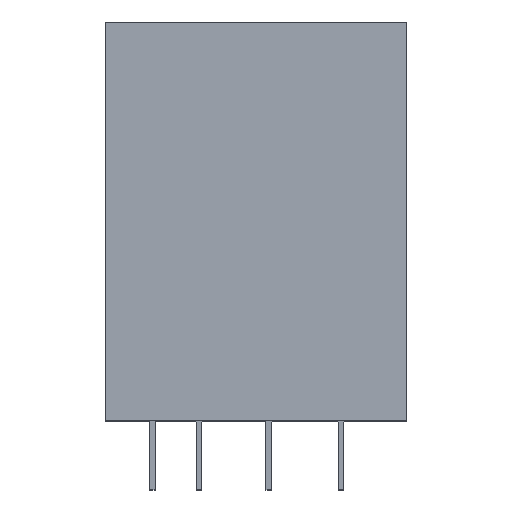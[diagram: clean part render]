
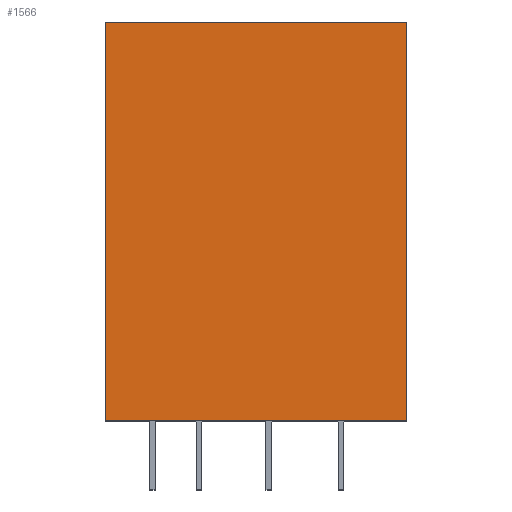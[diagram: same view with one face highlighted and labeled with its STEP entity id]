
A CAD part, top view. The second image highlights one B-rep face of the part: STEP entity #1566.
In plain terms, the highlighted planar face has unit normal (0, 0, 1).
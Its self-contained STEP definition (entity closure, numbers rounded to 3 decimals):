
#87 = DIRECTION ( 'NONE',  ( 0., 1., 0. ) ) ;
#120 = EDGE_CURVE ( 'NONE', #1150, #574, #875, .T. ) ;
#203 = EDGE_CURVE ( 'NONE', #525, #659, #562, .T. ) ;
#222 = CARTESIAN_POINT ( 'NONE',  ( -11.095, -20.521, 21. ) ) ;
#348 = CARTESIAN_POINT ( 'NONE',  ( -11.095, -20.521, 21. ) ) ;
#390 = VECTOR ( 'NONE', #87, 1000. ) ;
#525 = VERTEX_POINT ( 'NONE', #2115 ) ;
#562 = LINE ( 'NONE', #2172, #390 ) ;
#574 = VERTEX_POINT ( 'NONE', #348 ) ;
#617 = DIRECTION ( 'NONE',  ( 1., 0., 0. ) ) ;
#659 = VERTEX_POINT ( 'NONE', #1846 ) ;
#703 = CARTESIAN_POINT ( 'NONE',  ( -11.095, 15.479, 21. ) ) ;
#763 = VECTOR ( 'NONE', #1052, 1000. ) ;
#875 = LINE ( 'NONE', #1416, #763 ) ;
#925 = ORIENTED_EDGE ( 'NONE', *, *, #2289, .T. ) ;
#950 = DIRECTION ( 'NONE',  ( -1., 0., 0. ) ) ;
#1052 = DIRECTION ( 'NONE',  ( 0., -1., 0. ) ) ;
#1105 = CARTESIAN_POINT ( 'NONE',  ( -11.095, 15.479, 21. ) ) ;
#1150 = VERTEX_POINT ( 'NONE', #703 ) ;
#1369 = LINE ( 'NONE', #222, #2086 ) ;
#1370 = EDGE_CURVE ( 'NONE', #659, #1150, #2022, .T. ) ;
#1390 = ORIENTED_EDGE ( 'NONE', *, *, #203, .T. ) ;
#1416 = CARTESIAN_POINT ( 'NONE',  ( -11.095, 15.479, 21. ) ) ;
#1503 = PLANE ( 'NONE',  #2110 ) ;
#1566 = ADVANCED_FACE ( 'NONE', ( #2133 ), #1503, .T. ) ;
#1688 = CARTESIAN_POINT ( 'NONE',  ( 0., 0., 21. ) ) ;
#1770 = ORIENTED_EDGE ( 'NONE', *, *, #1370, .T. ) ;
#1788 = VECTOR ( 'NONE', #950, 1000. ) ;
#1846 = CARTESIAN_POINT ( 'NONE',  ( 16.105, 15.479, 21. ) ) ;
#2010 = DIRECTION ( 'NONE',  ( 1., 0., 0. ) ) ;
#2022 = LINE ( 'NONE', #1105, #1788 ) ;
#2047 = ORIENTED_EDGE ( 'NONE', *, *, #120, .T. ) ;
#2086 = VECTOR ( 'NONE', #2010, 1000. ) ;
#2110 = AXIS2_PLACEMENT_3D ( 'NONE', #1688, #2222, #617 ) ;
#2115 = CARTESIAN_POINT ( 'NONE',  ( 16.105, -20.521, 21. ) ) ;
#2133 = FACE_OUTER_BOUND ( 'NONE', #2135, .T. ) ;
#2135 = EDGE_LOOP ( 'NONE', ( #2047, #925, #1390, #1770 ) ) ;
#2172 = CARTESIAN_POINT ( 'NONE',  ( 16.105, 15.479, 21. ) ) ;
#2222 = DIRECTION ( 'NONE',  ( 0., 0., 1. ) ) ;
#2289 = EDGE_CURVE ( 'NONE', #574, #525, #1369, .T. ) ;
